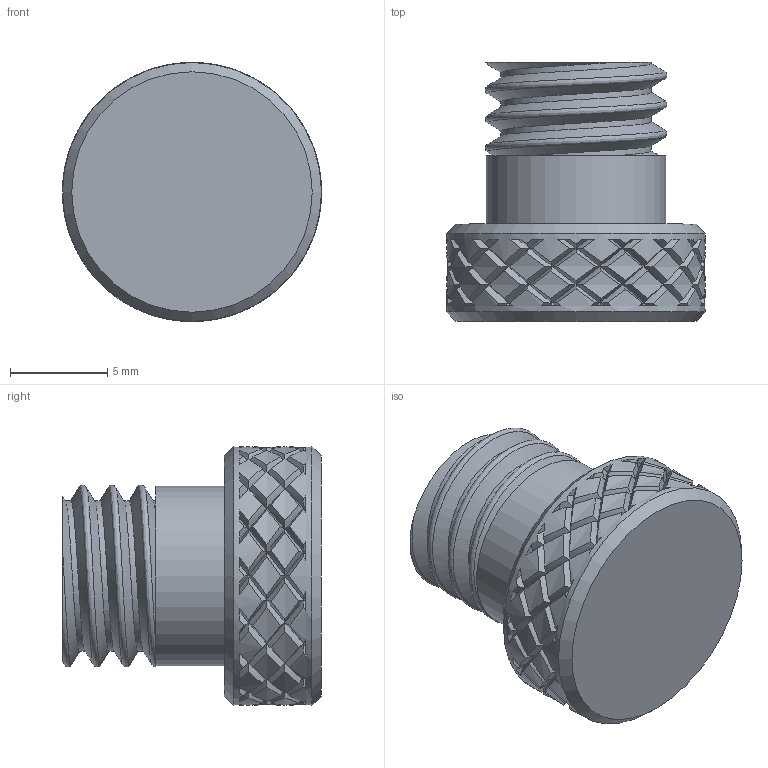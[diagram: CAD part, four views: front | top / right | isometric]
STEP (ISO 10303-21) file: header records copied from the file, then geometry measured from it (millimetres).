
FILE_DESCRIPTION(/* description */ (''),/* implementation_level */ '2;1');
FILE_NAME(/* name */ 'screw.step',/* time_stamp */ '2024-05-17T23:06:21-04:00',/* author */ (''),/* organization */ (''),/* preprocessor_version */ 'ST-DEVELOPER v20',/* originating_system */ 'Autodesk Translation Framework v13.14.0.145',/* authorisation */ '');
FILE_SCHEMA (('AUTOMOTIVE_DESIGN { 1 0 10303 214 3 1 1 }'));
Length unit declared in the file: millimetre
Products named in the file (1): screw
Bounding box: 13.3 x 13.3 x 13.3 mm (x, y, z)
Volume: 1071.4 mm3; surface area: 953.3 mm2
Topology: 1 solids, 1 shells, 419 faces, 920 edges, 505 vertices
Faces by surface type: bspline 323, plane 54, cylinder 40, cone 2
Full cylindrical faces by diameter (mm): 4.085 x1, 7.734 x2, 9.215 x1, 13.3 x2
Entity records: 17196 total; most frequent: CARTESIAN_POINT 10795, ORIENTED_EDGE 1840, EDGE_CURVE 920, B_SPLINE_CURVE_WITH_KNOTS 850, VERTEX_POINT 505, EDGE_LOOP 421, FACE_OUTER_BOUND 419, ADVANCED_FACE 419
